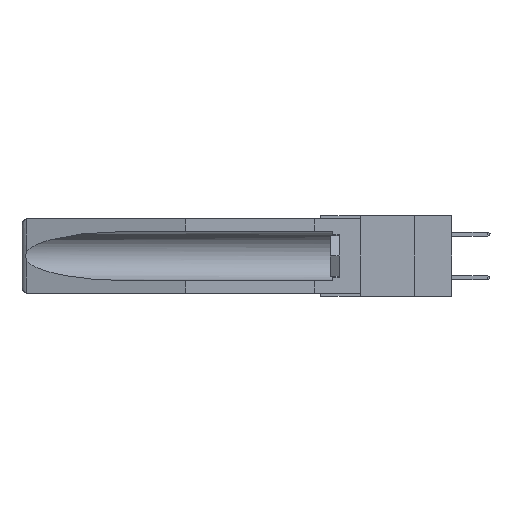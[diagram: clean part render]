
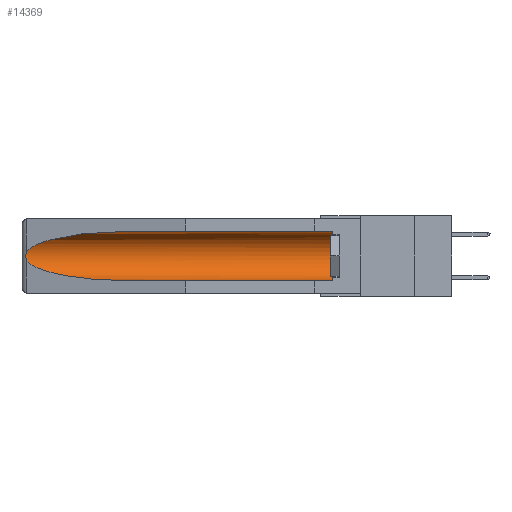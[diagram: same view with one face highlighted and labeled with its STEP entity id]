
A CAD part, left-side view. The second image highlights one B-rep face of the part: STEP entity #14369.
In plain terms, the highlighted cylindrical face has radius 2.857 mm (diameter 5.715 mm), a partial arc.
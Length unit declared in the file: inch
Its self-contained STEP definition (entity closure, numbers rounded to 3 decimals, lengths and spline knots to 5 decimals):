
#242 = FACE_OUTER_BOUND ( 'NONE', #1891, .T. ) ;
#266 =( BOUNDED_CURVE ( )  B_SPLINE_CURVE ( 3, ( #9398, #4541, #5667, #8056 ),
 .UNSPECIFIED., .F., .F. ) 
 B_SPLINE_CURVE_WITH_KNOTS ( ( 4, 4 ),
 ( 0.1948, 1.5708 ),
 .UNSPECIFIED. ) 
 CURVE ( )  GEOMETRIC_REPRESENTATION_ITEM ( )  RATIONAL_B_SPLINE_CURVE ( ( 1., 0.848, 0.848, 1. ) ) 
 REPRESENTATION_ITEM ( '' )  );
#465 = CARTESIAN_POINT ( 'NONE',  ( 0.155, 0.126, -0.284 ) ) ;
#1391 = LINE ( 'NONE', #4919, #10769 ) ;
#1448 = CARTESIAN_POINT ( 'NONE',  ( 0.26537, 1.52718, -0.19328 ) ) ;
#1891 = EDGE_LOOP ( 'NONE', ( #5498, #7722, #9997, #15365, #3677, #14198 ) ) ;
#1974 = CARTESIAN_POINT ( 'NONE',  ( 0.155, 1.07973, -0.059 ) ) ;
#2296 = CARTESIAN_POINT ( 'NONE',  ( 0.155, 1.07973, -0.059 ) ) ;
#2595 = CARTESIAN_POINT ( 'NONE',  ( 0.2673, 1.5327, -0.16383 ) ) ;
#2660 = CARTESIAN_POINT ( 'NONE',  ( 0.2675, 1.53308, -0.16763 ) ) ;
#2762 = CARTESIAN_POINT ( 'NONE',  ( 0.155, 0.126, -0.059 ) ) ;
#3103 = EDGE_CURVE ( 'NONE', #14517, #7185, #9062, .T. ) ;
#3127 = VERTEX_POINT ( 'NONE', #2762 ) ;
#3615 = CARTESIAN_POINT ( 'NONE',  ( 0.155, 0.126, -0.1715 ) ) ;
#3637 = CARTESIAN_POINT ( 'NONE',  ( 0.2673, 1.53269, -0.17917 ) ) ;
#3677 = ORIENTED_EDGE ( 'NONE', *, *, #11926, .T. ) ;
#3769 = AXIS2_PLACEMENT_3D ( 'NONE', #11100, #6333, #14907 ) ;
#3907 = CARTESIAN_POINT ( 'NONE',  ( 0.26597, 1.5296, -0.19026 ) ) ;
#4361 = CARTESIAN_POINT ( 'NONE',  ( 0.21114, 1.30732, -0.059 ) ) ;
#4541 = CARTESIAN_POINT ( 'NONE',  ( 0.25451, 1.48313, -0.24835 ) ) ;
#4615 = CIRCLE ( 'NONE', #12992, 0.1125 ) ;
#4896 = DIRECTION ( 'NONE',  ( 0., -1., 0. ) ) ;
#4919 = CARTESIAN_POINT ( 'NONE',  ( 0.155, -0.30754, -0.284 ) ) ;
#4921 = CARTESIAN_POINT ( 'NONE',  ( 0.26537, 1.52718, -0.14972 ) ) ;
#5363 = VERTEX_POINT ( 'NONE', #2296 ) ;
#5498 = ORIENTED_EDGE ( 'NONE', *, *, #7336, .T. ) ;
#5667 = CARTESIAN_POINT ( 'NONE',  ( 0.21114, 1.30732, -0.284 ) ) ;
#6333 = DIRECTION ( 'NONE',  ( 0., 1., 0. ) ) ;
#6363 = CARTESIAN_POINT ( 'NONE',  ( 0.26655, 1.53094, -0.18657 ) ) ;
#6852 = CARTESIAN_POINT ( 'NONE',  ( 0.25451, 1.48313, -0.09465 ) ) ;
#7185 = VERTEX_POINT ( 'NONE', #8820 ) ;
#7336 = EDGE_CURVE ( 'NONE', #5363, #14517, #10929, .T. ) ;
#7401 = CARTESIAN_POINT ( 'NONE',  ( 0.26597, 1.52961, -0.15275 ) ) ;
#7462 = CYLINDRICAL_SURFACE ( 'NONE', #3769, 0.1125 ) ;
#7722 = ORIENTED_EDGE ( 'NONE', *, *, #3103, .T. ) ;
#8056 = CARTESIAN_POINT ( 'NONE',  ( 0.155, 1.07973, -0.284 ) ) ;
#8820 = CARTESIAN_POINT ( 'NONE',  ( 0.26537, 1.52718, -0.19328 ) ) ;
#9062 = B_SPLINE_CURVE_WITH_KNOTS ( 'NONE', 3,
 ( #4921, #7401, #13381, #2595, #2660, #9727, #3637, #6363, #3907, #1448 ),
 .UNSPECIFIED., .F., .F.,
 ( 4, 2, 2, 2, 4 ),
 ( 0., 0.00029, 0.00058, 0.00087, 0.00117 ),
 .UNSPECIFIED. ) ;
#9398 = CARTESIAN_POINT ( 'NONE',  ( 0.26537, 1.52718, -0.19328 ) ) ;
#9727 = CARTESIAN_POINT ( 'NONE',  ( 0.2675, 1.53308, -0.17534 ) ) ;
#9939 = CARTESIAN_POINT ( 'NONE',  ( 0.155, 1.07973, -0.284 ) ) ;
#9997 = ORIENTED_EDGE ( 'NONE', *, *, #10582, .T. ) ;
#10174 = VECTOR ( 'NONE', #13514, 39.37008 ) ;
#10582 = EDGE_CURVE ( 'NONE', #7185, #10648, #266, .T. ) ;
#10619 = CARTESIAN_POINT ( 'NONE',  ( 0.26537, 1.52718, -0.14972 ) ) ;
#10648 = VERTEX_POINT ( 'NONE', #9939 ) ;
#10769 = VECTOR ( 'NONE', #11304, 39.37008 ) ;
#10929 =( BOUNDED_CURVE ( )  B_SPLINE_CURVE ( 3, ( #1974, #4361, #6852, #10619 ),
 .UNSPECIFIED., .F., .F. ) 
 B_SPLINE_CURVE_WITH_KNOTS ( ( 4, 4 ),
 ( 4.71239, 6.08839 ),
 .UNSPECIFIED. ) 
 CURVE ( )  GEOMETRIC_REPRESENTATION_ITEM ( )  RATIONAL_B_SPLINE_CURVE ( ( 1., 0.848, 0.848, 1. ) ) 
 REPRESENTATION_ITEM ( '' )  );
#11100 = CARTESIAN_POINT ( 'NONE',  ( 0.155, -0.30754, -0.1715 ) ) ;
#11304 = DIRECTION ( 'NONE',  ( 0., 1., 0. ) ) ;
#11926 = EDGE_CURVE ( 'NONE', #13872, #3127, #4615, .T. ) ;
#11949 = EDGE_CURVE ( 'NONE', #3127, #5363, #14960, .T. ) ;
#12756 = CARTESIAN_POINT ( 'NONE',  ( 0.26537, 1.52718, -0.14972 ) ) ;
#12992 = AXIS2_PLACEMENT_3D ( 'NONE', #3615, #4896, #14742 ) ;
#13381 = CARTESIAN_POINT ( 'NONE',  ( 0.26654, 1.53092, -0.15636 ) ) ;
#13514 = DIRECTION ( 'NONE',  ( 0., 1., 0. ) ) ;
#13872 = VERTEX_POINT ( 'NONE', #465 ) ;
#14198 = ORIENTED_EDGE ( 'NONE', *, *, #11949, .T. ) ;
#14233 = EDGE_CURVE ( 'NONE', #13872, #10648, #1391, .T. ) ;
#14369 = ADVANCED_FACE ( 'NONE', ( #242 ), #7462, .F. ) ;
#14517 = VERTEX_POINT ( 'NONE', #12756 ) ;
#14629 = CARTESIAN_POINT ( 'NONE',  ( 0.155, -0.30754, -0.059 ) ) ;
#14742 = DIRECTION ( 'NONE',  ( 0., 0., 1. ) ) ;
#14907 = DIRECTION ( 'NONE',  ( 0., 0., 1. ) ) ;
#14960 = LINE ( 'NONE', #14629, #10174 ) ;
#15365 = ORIENTED_EDGE ( 'NONE', *, *, #14233, .F. ) ;
